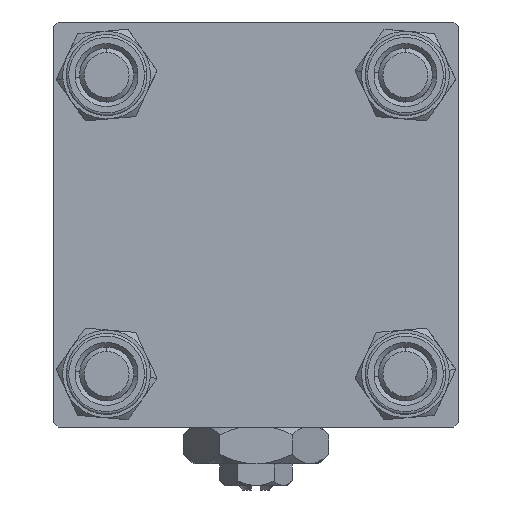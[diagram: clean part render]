
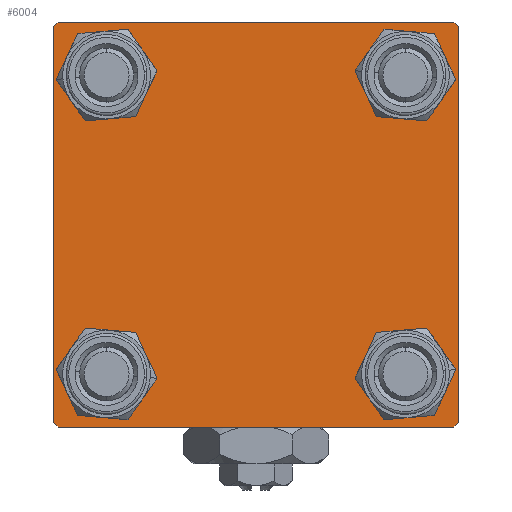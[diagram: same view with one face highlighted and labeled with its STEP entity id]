
A CAD part, left-side view. The second image highlights one B-rep face of the part: STEP entity #6004.
In plain terms, the highlighted planar face has unit normal (-1, 0, 0).
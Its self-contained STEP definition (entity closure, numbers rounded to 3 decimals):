
#246 = CARTESIAN_POINT ( 'NONE',  ( 0., 22.5, 22.5 ) ) ;
#2161 = CIRCLE ( 'NONE', #31757, 3.5 ) ;
#2558 = EDGE_LOOP ( 'NONE', ( #56011, #7600, #56404, #18249, #52775, #54559, #15237, #19082 ) ) ;
#2895 = EDGE_CURVE ( 'NONE', #53599, #46451, #18036, .T. ) ;
#2941 = DIRECTION ( 'NONE',  ( 1., 0., 0. ) ) ;
#3517 = DIRECTION ( 'NONE',  ( 0., -0.707, -0.707 ) ) ;
#4782 = DIRECTION ( 'NONE',  ( 0., 0., 1. ) ) ;
#5334 = DIRECTION ( 'NONE',  ( 1., 0., 0. ) ) ;
#6004 = ADVANCED_FACE ( 'NONE', ( #42504, #56835, #39184, #57417, #34104 ), #56262, .T. ) ;
#6549 = EDGE_LOOP ( 'NONE', ( #48115, #29330 ) ) ;
#7107 = EDGE_CURVE ( 'NONE', #8501, #43238, #7420, .T. ) ;
#7223 = DIRECTION ( 'NONE',  ( 1., 0., 0. ) ) ;
#7420 = LINE ( 'NONE', #7724, #21896 ) ;
#7456 = AXIS2_PLACEMENT_3D ( 'NONE', #38631, #7223, #34731 ) ;
#7577 = EDGE_CURVE ( 'NONE', #31819, #8501, #57765, .T. ) ;
#7600 = ORIENTED_EDGE ( 'NONE', *, *, #7107, .T. ) ;
#7724 = CARTESIAN_POINT ( 'NONE',  ( 0., 22.25, -22.25 ) ) ;
#8501 = VERTEX_POINT ( 'NONE', #12819 ) ;
#8665 = CARTESIAN_POINT ( 'NONE',  ( 0., 22., 22.5 ) ) ;
#9184 = VECTOR ( 'NONE', #34871, 1000. ) ;
#9206 = LINE ( 'NONE', #9818, #23908 ) ;
#9818 = CARTESIAN_POINT ( 'NONE',  ( 0., 22.5, -22.5 ) ) ;
#10695 = CARTESIAN_POINT ( 'NONE',  ( 0., 22.25, 22.25 ) ) ;
#11398 = VECTOR ( 'NONE', #41248, 1000. ) ;
#11550 = CARTESIAN_POINT ( 'NONE',  ( 0., 22.5, 22. ) ) ;
#11647 = LINE ( 'NONE', #52896, #32688 ) ;
#11708 = VERTEX_POINT ( 'NONE', #54636 ) ;
#11981 = AXIS2_PLACEMENT_3D ( 'NONE', #35253, #2941, #48718 ) ;
#12246 = CIRCLE ( 'NONE', #7456, 3.5 ) ;
#12819 = CARTESIAN_POINT ( 'NONE',  ( 0., 22.5, -22. ) ) ;
#13162 = EDGE_LOOP ( 'NONE', ( #34831, #55129 ) ) ;
#13660 = VERTEX_POINT ( 'NONE', #49035 ) ;
#14147 = VERTEX_POINT ( 'NONE', #24114 ) ;
#14221 = CARTESIAN_POINT ( 'NONE',  ( 0., -22.5, 22.5 ) ) ;
#15032 = CIRCLE ( 'NONE', #48444, 3.5 ) ;
#15035 = CARTESIAN_POINT ( 'NONE',  ( 0., -16.6, 16.6 ) ) ;
#15237 = ORIENTED_EDGE ( 'NONE', *, *, #28229, .F. ) ;
#16451 = DIRECTION ( 'NONE',  ( 0., 0., 1. ) ) ;
#16465 = CARTESIAN_POINT ( 'NONE',  ( 0., 0., 0. ) ) ;
#17299 = VERTEX_POINT ( 'NONE', #41612 ) ;
#17998 = CARTESIAN_POINT ( 'NONE',  ( 0., -22., -22.5 ) ) ;
#18031 = AXIS2_PLACEMENT_3D ( 'NONE', #16465, #20655, #51486 ) ;
#18036 = CIRCLE ( 'NONE', #53364, 3.5 ) ;
#18249 = ORIENTED_EDGE ( 'NONE', *, *, #36596, .T. ) ;
#18429 = EDGE_CURVE ( 'NONE', #46451, #53599, #46118, .T. ) ;
#18834 = VERTEX_POINT ( 'NONE', #40879 ) ;
#19082 = ORIENTED_EDGE ( 'NONE', *, *, #46553, .T. ) ;
#20407 = AXIS2_PLACEMENT_3D ( 'NONE', #26937, #31997, #4782 ) ;
#20486 = ORIENTED_EDGE ( 'NONE', *, *, #47248, .T. ) ;
#20655 = DIRECTION ( 'NONE',  ( -1., 0., 0. ) ) ;
#21490 = DIRECTION ( 'NONE',  ( 0., 0.707, 0.707 ) ) ;
#21703 = LINE ( 'NONE', #30085, #9184 ) ;
#21896 = VECTOR ( 'NONE', #3517, 1000. ) ;
#22105 = CIRCLE ( 'NONE', #29731, 3.5 ) ;
#22400 = CARTESIAN_POINT ( 'NONE',  ( 0., -16.6, -16.6 ) ) ;
#22535 = EDGE_CURVE ( 'NONE', #11708, #44485, #2161, .T. ) ;
#22990 = LINE ( 'NONE', #246, #47264 ) ;
#23862 = CARTESIAN_POINT ( 'NONE',  ( 0., 16.6, 16.6 ) ) ;
#23908 = VECTOR ( 'NONE', #50473, 1000. ) ;
#24114 = CARTESIAN_POINT ( 'NONE',  ( 0., -22.5, 22. ) ) ;
#25043 = DIRECTION ( 'NONE',  ( 1., 0., 0. ) ) ;
#25221 = CARTESIAN_POINT ( 'NONE',  ( 0., 16.6, 16.6 ) ) ;
#25297 = EDGE_CURVE ( 'NONE', #42455, #17299, #46199, .T. ) ;
#26937 = CARTESIAN_POINT ( 'NONE',  ( 0., 16.6, -16.6 ) ) ;
#27677 = LINE ( 'NONE', #14221, #46621 ) ;
#28229 = EDGE_CURVE ( 'NONE', #38949, #13660, #22990, .T. ) ;
#28493 = DIRECTION ( 'NONE',  ( 1., 0., 0. ) ) ;
#29330 = ORIENTED_EDGE ( 'NONE', *, *, #30795, .T. ) ;
#29731 = AXIS2_PLACEMENT_3D ( 'NONE', #15035, #28493, #46747 ) ;
#30085 = CARTESIAN_POINT ( 'NONE',  ( 0., -22.25, -22.25 ) ) ;
#30710 = CARTESIAN_POINT ( 'NONE',  ( 0., 16.6, -13.1 ) ) ;
#30795 = EDGE_CURVE ( 'NONE', #54842, #18834, #55917, .T. ) ;
#31371 = DIRECTION ( 'NONE',  ( 0., 0., 1. ) ) ;
#31757 = AXIS2_PLACEMENT_3D ( 'NONE', #22400, #5334, #31371 ) ;
#31819 = VERTEX_POINT ( 'NONE', #11550 ) ;
#31997 = DIRECTION ( 'NONE',  ( 1., 0., 0. ) ) ;
#32688 = VECTOR ( 'NONE', #21490, 1000. ) ;
#34104 = FACE_OUTER_BOUND ( 'NONE', #2558, .T. ) ;
#34731 = DIRECTION ( 'NONE',  ( 0., 0., 1. ) ) ;
#34831 = ORIENTED_EDGE ( 'NONE', *, *, #18429, .T. ) ;
#34871 = DIRECTION ( 'NONE',  ( 0., -0.707, 0.707 ) ) ;
#35182 = ORIENTED_EDGE ( 'NONE', *, *, #25297, .T. ) ;
#35253 = CARTESIAN_POINT ( 'NONE',  ( 0., -16.6, 16.6 ) ) ;
#35349 = CARTESIAN_POINT ( 'NONE',  ( 0., 22.5, 22.5 ) ) ;
#36057 = DIRECTION ( 'NONE',  ( 0., 0., -1. ) ) ;
#36287 = CARTESIAN_POINT ( 'NONE',  ( 0., -16.6, 13.1 ) ) ;
#36596 = EDGE_CURVE ( 'NONE', #38778, #58962, #21703, .T. ) ;
#36941 = CARTESIAN_POINT ( 'NONE',  ( 0., 16.6, 13.1 ) ) ;
#37898 = CARTESIAN_POINT ( 'NONE',  ( 0., -22.5, -22. ) ) ;
#38515 = ORIENTED_EDGE ( 'NONE', *, *, #22535, .T. ) ;
#38631 = CARTESIAN_POINT ( 'NONE',  ( 0., 16.6, -16.6 ) ) ;
#38778 = VERTEX_POINT ( 'NONE', #17998 ) ;
#38949 = VERTEX_POINT ( 'NONE', #8665 ) ;
#39066 = EDGE_LOOP ( 'NONE', ( #35182, #20486 ) ) ;
#39170 = CARTESIAN_POINT ( 'NONE',  ( 0., -16.6, -16.6 ) ) ;
#39184 = FACE_BOUND ( 'NONE', #39066, .T. ) ;
#40387 = AXIS2_PLACEMENT_3D ( 'NONE', #25221, #47366, #42292 ) ;
#40879 = CARTESIAN_POINT ( 'NONE',  ( 0., -16.6, 20.1 ) ) ;
#41087 = EDGE_CURVE ( 'NONE', #44485, #11708, #15032, .T. ) ;
#41248 = DIRECTION ( 'NONE',  ( 0., 0., -1. ) ) ;
#41612 = CARTESIAN_POINT ( 'NONE',  ( 0., 16.6, -20.1 ) ) ;
#42292 = DIRECTION ( 'NONE',  ( 0., 0., 1. ) ) ;
#42384 = LINE ( 'NONE', #10695, #54199 ) ;
#42455 = VERTEX_POINT ( 'NONE', #30710 ) ;
#42504 = FACE_BOUND ( 'NONE', #6549, .T. ) ;
#42627 = ORIENTED_EDGE ( 'NONE', *, *, #41087, .T. ) ;
#42674 = DIRECTION ( 'NONE',  ( 0., 0.707, -0.707 ) ) ;
#43238 = VERTEX_POINT ( 'NONE', #50285 ) ;
#44485 = VERTEX_POINT ( 'NONE', #54191 ) ;
#46118 = CIRCLE ( 'NONE', #40387, 3.5 ) ;
#46199 = CIRCLE ( 'NONE', #20407, 3.5 ) ;
#46451 = VERTEX_POINT ( 'NONE', #58563 ) ;
#46553 = EDGE_CURVE ( 'NONE', #38949, #31819, #42384, .T. ) ;
#46621 = VECTOR ( 'NONE', #36057, 1000. ) ;
#46747 = DIRECTION ( 'NONE',  ( 0., 0., 1. ) ) ;
#46809 = EDGE_CURVE ( 'NONE', #14147, #58962, #27677, .T. ) ;
#47180 = DIRECTION ( 'NONE',  ( 0., 0., 1. ) ) ;
#47248 = EDGE_CURVE ( 'NONE', #17299, #42455, #12246, .T. ) ;
#47264 = VECTOR ( 'NONE', #54983, 1000. ) ;
#47366 = DIRECTION ( 'NONE',  ( 1., 0., 0. ) ) ;
#48115 = ORIENTED_EDGE ( 'NONE', *, *, #56105, .T. ) ;
#48444 = AXIS2_PLACEMENT_3D ( 'NONE', #39170, #57402, #16451 ) ;
#48718 = DIRECTION ( 'NONE',  ( 0., 0., 1. ) ) ;
#49004 = EDGE_LOOP ( 'NONE', ( #42627, #38515 ) ) ;
#49035 = CARTESIAN_POINT ( 'NONE',  ( 0., -22., 22.5 ) ) ;
#50285 = CARTESIAN_POINT ( 'NONE',  ( 0., 22., -22.5 ) ) ;
#50473 = DIRECTION ( 'NONE',  ( 0., -1., 0. ) ) ;
#51486 = DIRECTION ( 'NONE',  ( 0., 0., 1. ) ) ;
#52775 = ORIENTED_EDGE ( 'NONE', *, *, #46809, .F. ) ;
#52896 = CARTESIAN_POINT ( 'NONE',  ( 0., -22.25, 22.25 ) ) ;
#53364 = AXIS2_PLACEMENT_3D ( 'NONE', #23862, #25043, #47180 ) ;
#53388 = EDGE_CURVE ( 'NONE', #43238, #38778, #9206, .T. ) ;
#53599 = VERTEX_POINT ( 'NONE', #36941 ) ;
#54191 = CARTESIAN_POINT ( 'NONE',  ( 0., -16.6, -13.1 ) ) ;
#54199 = VECTOR ( 'NONE', #42674, 1000. ) ;
#54559 = ORIENTED_EDGE ( 'NONE', *, *, #58683, .T. ) ;
#54636 = CARTESIAN_POINT ( 'NONE',  ( 0., -16.6, -20.1 ) ) ;
#54842 = VERTEX_POINT ( 'NONE', #36287 ) ;
#54983 = DIRECTION ( 'NONE',  ( 0., -1., 0. ) ) ;
#55129 = ORIENTED_EDGE ( 'NONE', *, *, #2895, .T. ) ;
#55917 = CIRCLE ( 'NONE', #11981, 3.5 ) ;
#56011 = ORIENTED_EDGE ( 'NONE', *, *, #7577, .T. ) ;
#56105 = EDGE_CURVE ( 'NONE', #18834, #54842, #22105, .T. ) ;
#56262 = PLANE ( 'NONE',  #18031 ) ;
#56404 = ORIENTED_EDGE ( 'NONE', *, *, #53388, .T. ) ;
#56835 = FACE_BOUND ( 'NONE', #49004, .T. ) ;
#57402 = DIRECTION ( 'NONE',  ( 1., 0., 0. ) ) ;
#57417 = FACE_BOUND ( 'NONE', #13162, .T. ) ;
#57765 = LINE ( 'NONE', #35349, #11398 ) ;
#58563 = CARTESIAN_POINT ( 'NONE',  ( 0., 16.6, 20.1 ) ) ;
#58683 = EDGE_CURVE ( 'NONE', #14147, #13660, #11647, .T. ) ;
#58962 = VERTEX_POINT ( 'NONE', #37898 ) ;
